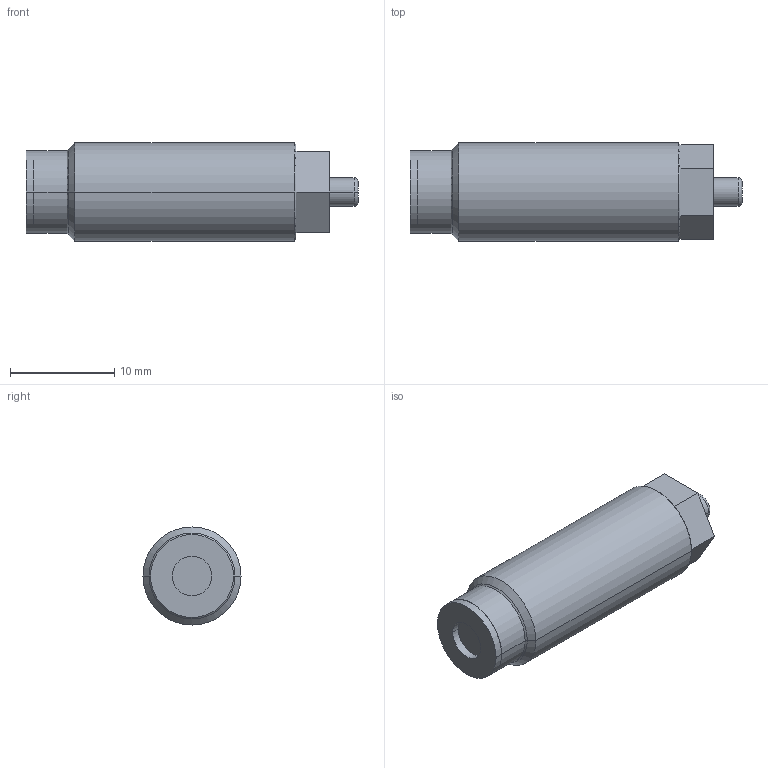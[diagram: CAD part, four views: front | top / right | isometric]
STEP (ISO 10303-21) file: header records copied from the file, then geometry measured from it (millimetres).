
FILE_DESCRIPTION((''),'2;1');
FILE_NAME('ILC21010200','2005-05-05T',('KR'),(''),'PRO/ENGINEER BY PARAMETRIC TECHNOLOGY CORPORATION, 2004290','PRO/ENGINEER BY PARAMETRIC TECHNOLOGY CORPORATION, 2004290','');
FILE_SCHEMA(('AUTOMOTIVE_DESIGN_CC2 { 1 2 10303 214 -1 1 5 2 }'));
Length unit declared in the file: inch
Products named in the file (1): ILC21010200
Bounding box: 31.83 x 9.41 x 9.41 mm (x, y, z)
Volume: 1883.5 mm3; surface area: 1685 mm2
Topology: 2 solids, 3 shells, 34 faces, 70 edges, 44 vertices
Faces by surface type: plane 14, cylinder 14, cone 4, torus 2
Entity records: 1033 total; most frequent: DIRECTION 174, CARTESIAN_POINT 149, ORIENTED_EDGE 138, COLOUR_RGB 105, EDGE_CURVE 70, AXIS2_PLACEMENT_3D 69, VERTEX_POINT 44, EDGE_LOOP 39
